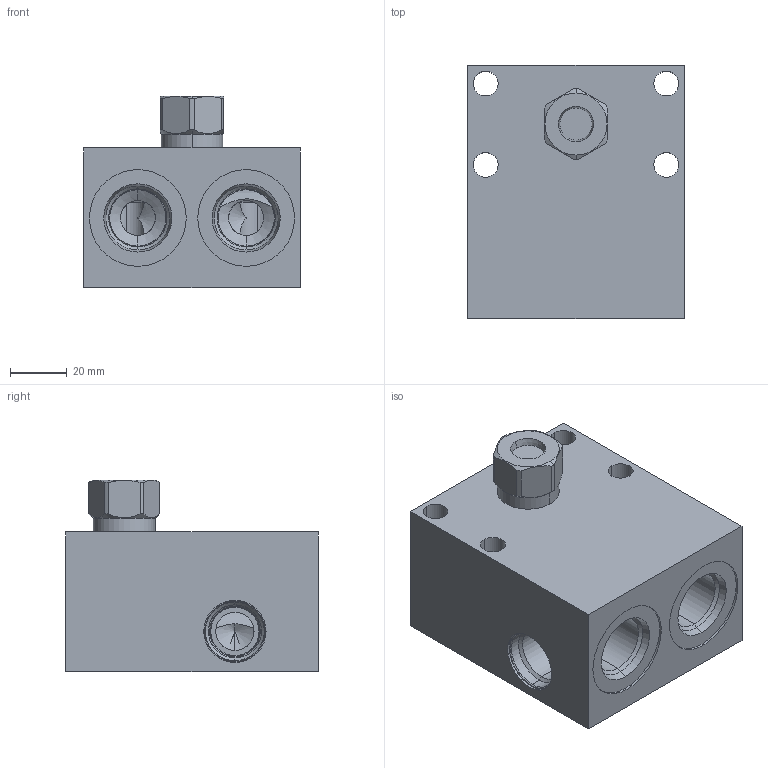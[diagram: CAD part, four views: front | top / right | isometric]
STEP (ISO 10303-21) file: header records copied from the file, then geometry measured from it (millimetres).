
FILE_DESCRIPTION((''),'2;1');
FILE_NAME('YWU_ASM','2019-11-18T',('ProEService'),(''),'PRO/ENGINEER BY PARAMETRIC TECHNOLOGY CORPORATION, 2014200','PRO/ENGINEER BY PARAMETRIC TECHNOLOGY CORPORATION, 2014200','');
FILE_SCHEMA(('CONFIG_CONTROL_DESIGN'));
Length unit declared in the file: inch
Products named in the file (3): 150-517-005; CSAAEXN; YWU_ASM
Assembly tree (2 placements, depth 2):
  YWU_ASM
    150-517-005
    CSAAEXN
Bounding box: 76.2 x 88.9 x 67.49 mm (x, y, z)
Volume: 260434.3 mm3; surface area: 56491.7 mm2
Topology: 3 solids, 5 shells, 303 faces, 894 edges, 683 vertices
Faces by surface type: cylinder 142, cone 79, plane 46, torus 30, revolution 6
Entity records: 12290 total; most frequent: CARTESIAN_POINT 4216, DIRECTION 1734, ORIENTED_EDGE 1458, EDGE_CURVE 729, AXIS2_PLACEMENT_3D 666, VERTEX_POINT 445, VECTOR 396, LINE 396
